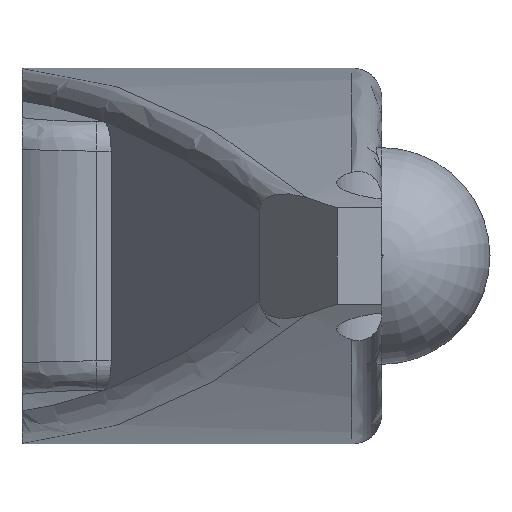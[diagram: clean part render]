
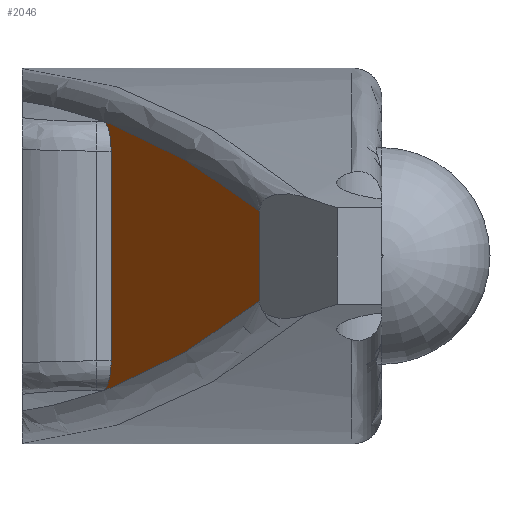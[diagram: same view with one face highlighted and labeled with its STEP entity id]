
A CAD part, left-side view. The second image highlights one B-rep face of the part: STEP entity #2046.
In plain terms, the highlighted planar face has unit normal (-0.27, 0.963, 0).
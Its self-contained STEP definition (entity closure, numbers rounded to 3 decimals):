
#50 = ORIENTED_EDGE ( 'NONE', *, *, #1296, .F. ) ;
#65 = VECTOR ( 'NONE', #511, 1000. ) ;
#86 =( BOUNDED_CURVE ( )  B_SPLINE_CURVE ( 3, ( #2124, #985, #1741, #244 ),
 .UNSPECIFIED., .F., .T. ) 
 B_SPLINE_CURVE_WITH_KNOTS ( ( 4, 4 ),
 ( 4.819, 4.932 ),
 .UNSPECIFIED. ) 
 CURVE ( )  GEOMETRIC_REPRESENTATION_ITEM ( )  RATIONAL_B_SPLINE_CURVE ( ( 1., 0.999, 0.999, 1. ) ) 
 REPRESENTATION_ITEM ( '' )  );
#128 = CARTESIAN_POINT ( 'NONE',  ( -21.09, 9.363, 18.366 ) ) ;
#146 = CARTESIAN_POINT ( 'NONE',  ( -21.99, 9.11, 0. ) ) ;
#188 = LINE ( 'NONE', #146, #1287 ) ;
#244 = CARTESIAN_POINT ( 'NONE',  ( -39.793, 4.11, 12.327 ) ) ;
#299 = VERTEX_POINT ( 'NONE', #1055 ) ;
#321 = VERTEX_POINT ( 'NONE', #2000 ) ;
#337 = CARTESIAN_POINT ( 'NONE',  ( -21.99, 9.11, 18.272 ) ) ;
#361 = CARTESIAN_POINT ( 'NONE',  ( -39.793, 4.11, 15.347 ) ) ;
#425 = B_SPLINE_CURVE_WITH_KNOTS ( 'NONE', 3,
 ( #580, #635, #1545, #1328 ),
 .UNSPECIFIED., .F., .F.,
 ( 4, 4 ),
 ( 0., 0.111 ),
 .UNSPECIFIED. ) ;
#435 = EDGE_CURVE ( 'NONE', #2170, #299, #755, .T. ) ;
#503 = CARTESIAN_POINT ( 'NONE',  ( -21.99, 9.11, 9.401 ) ) ;
#509 = VERTEX_POINT ( 'NONE', #2234 ) ;
#511 = DIRECTION ( 'NONE',  ( 0., 0., 1. ) ) ;
#518 =( BOUNDED_CURVE ( )  B_SPLINE_CURVE ( 3, ( #1711, #2250, #1724, #1522 ),
 .UNSPECIFIED., .F., .T. ) 
 B_SPLINE_CURVE_WITH_KNOTS ( ( 4, 4 ),
 ( 3.142, 4.612 ),
 .UNSPECIFIED. ) 
 CURVE ( )  GEOMETRIC_REPRESENTATION_ITEM ( )  RATIONAL_B_SPLINE_CURVE ( ( 1., 0.828, 0.828, 1. ) ) 
 REPRESENTATION_ITEM ( '' )  );
#546 = EDGE_CURVE ( 'NONE', #299, #321, #786, .T. ) ;
#580 = CARTESIAN_POINT ( 'NONE',  ( -21.99, 9.11, 9.401 ) ) ;
#635 = CARTESIAN_POINT ( 'NONE',  ( -21.685, 9.196, 9.369 ) ) ;
#698 = EDGE_LOOP ( 'NONE', ( #1622, #50, #2133, #1115, #1720, #1166, #2379, #2028 ) ) ;
#724 = CARTESIAN_POINT ( 'NONE',  ( -21.99, 9.11, 17.371 ) ) ;
#755 = LINE ( 'NONE', #1705, #65 ) ;
#759 = CARTESIAN_POINT ( 'NONE',  ( -21.09, 9.363, 18.366 ) ) ;
#786 =( BOUNDED_CURVE ( )  B_SPLINE_CURVE ( 3, ( #361, #924, #1127, #1850 ),
 .UNSPECIFIED., .F., .F. ) 
 B_SPLINE_CURVE_WITH_KNOTS ( ( 4, 4 ),
 ( 1.351, 1.465 ),
 .UNSPECIFIED. ) 
 CURVE ( )  GEOMETRIC_REPRESENTATION_ITEM ( )  RATIONAL_B_SPLINE_CURVE ( ( 1., 0.999, 0.999, 1. ) ) 
 REPRESENTATION_ITEM ( '' )  );
#810 = B_SPLINE_CURVE_WITH_KNOTS ( 'NONE', 3,
 ( #128, #2366, #2223, #337 ),
 .UNSPECIFIED., .F., .F.,
 ( 4, 4 ),
 ( 0.889, 1. ),
 .UNSPECIFIED. ) ;
#821 = AXIS2_PLACEMENT_3D ( 'NONE', #1414, #1063, #2370 ) ;
#924 = CARTESIAN_POINT ( 'NONE',  ( -33.918, 5.76, 16.658 ) ) ;
#985 = CARTESIAN_POINT ( 'NONE',  ( -27.977, 7.429, 10.039 ) ) ;
#1055 = CARTESIAN_POINT ( 'NONE',  ( -39.793, 4.11, 15.347 ) ) ;
#1063 = DIRECTION ( 'NONE',  ( -0.27, 0.963, 0. ) ) ;
#1090 = EDGE_CURVE ( 'NONE', #2065, #1434, #425, .T. ) ;
#1108 = VERTEX_POINT ( 'NONE', #759 ) ;
#1115 = ORIENTED_EDGE ( 'NONE', *, *, #1757, .T. ) ;
#1127 = CARTESIAN_POINT ( 'NONE',  ( -27.977, 7.429, 17.635 ) ) ;
#1166 = ORIENTED_EDGE ( 'NONE', *, *, #1090, .F. ) ;
#1226 = PLANE ( 'NONE',  #821 ) ;
#1271 = CARTESIAN_POINT ( 'NONE',  ( -21.99, 9.11, 17.911 ) ) ;
#1287 = VECTOR ( 'NONE', #1294, 1000. ) ;
#1294 = DIRECTION ( 'NONE',  ( 0., 0., -1. ) ) ;
#1296 = EDGE_CURVE ( 'NONE', #1108, #321, #810, .T. ) ;
#1297 = CARTESIAN_POINT ( 'NONE',  ( -21.09, 9.363, 9.308 ) ) ;
#1328 = CARTESIAN_POINT ( 'NONE',  ( -21.09, 9.363, 9.308 ) ) ;
#1414 = CARTESIAN_POINT ( 'NONE',  ( -3.98, 14.169, 7.507 ) ) ;
#1434 = VERTEX_POINT ( 'NONE', #1297 ) ;
#1436 = VERTEX_POINT ( 'NONE', #1714 ) ;
#1522 = CARTESIAN_POINT ( 'NONE',  ( -21.09, 9.363, 9.308 ) ) ;
#1545 = CARTESIAN_POINT ( 'NONE',  ( -21.385, 9.28, 9.338 ) ) ;
#1622 = ORIENTED_EDGE ( 'NONE', *, *, #546, .T. ) ;
#1647 = FACE_OUTER_BOUND ( 'NONE', #698, .T. ) ;
#1650 = CARTESIAN_POINT ( 'NONE',  ( -21.09, 9.363, 18.366 ) ) ;
#1667 = EDGE_CURVE ( 'NONE', #1108, #1436, #2206, .T. ) ;
#1705 = CARTESIAN_POINT ( 'NONE',  ( -39.793, 4.11, 7.507 ) ) ;
#1711 = CARTESIAN_POINT ( 'NONE',  ( -21.99, 9.11, 10.303 ) ) ;
#1714 = CARTESIAN_POINT ( 'NONE',  ( -21.99, 9.11, 17.371 ) ) ;
#1720 = ORIENTED_EDGE ( 'NONE', *, *, #1812, .T. ) ;
#1724 = CARTESIAN_POINT ( 'NONE',  ( -21.628, 9.212, 9.362 ) ) ;
#1741 = CARTESIAN_POINT ( 'NONE',  ( -33.918, 5.76, 11.015 ) ) ;
#1757 = EDGE_CURVE ( 'NONE', #1436, #509, #188, .T. ) ;
#1812 = EDGE_CURVE ( 'NONE', #509, #1434, #518, .T. ) ;
#1850 = CARTESIAN_POINT ( 'NONE',  ( -21.99, 9.11, 18.272 ) ) ;
#2000 = CARTESIAN_POINT ( 'NONE',  ( -21.99, 9.11, 18.272 ) ) ;
#2028 = ORIENTED_EDGE ( 'NONE', *, *, #435, .T. ) ;
#2046 = ADVANCED_FACE ( 'NONE', ( #1647 ), #1226, .T. ) ;
#2065 = VERTEX_POINT ( 'NONE', #503 ) ;
#2124 = CARTESIAN_POINT ( 'NONE',  ( -21.99, 9.11, 9.401 ) ) ;
#2133 = ORIENTED_EDGE ( 'NONE', *, *, #1667, .T. ) ;
#2170 = VERTEX_POINT ( 'NONE', #2259 ) ;
#2206 =( BOUNDED_CURVE ( )  B_SPLINE_CURVE ( 3, ( #1650, #2410, #1271, #724 ),
 .UNSPECIFIED., .F., .T. ) 
 B_SPLINE_CURVE_WITH_KNOTS ( ( 4, 4 ),
 ( 1.671, 3.142 ),
 .UNSPECIFIED. ) 
 CURVE ( )  GEOMETRIC_REPRESENTATION_ITEM ( )  RATIONAL_B_SPLINE_CURVE ( ( 1., 0.828, 0.828, 1. ) ) 
 REPRESENTATION_ITEM ( '' )  );
#2223 = CARTESIAN_POINT ( 'NONE',  ( -21.685, 9.196, 18.305 ) ) ;
#2234 = CARTESIAN_POINT ( 'NONE',  ( -21.99, 9.11, 10.303 ) ) ;
#2250 = CARTESIAN_POINT ( 'NONE',  ( -21.99, 9.11, 9.763 ) ) ;
#2259 = CARTESIAN_POINT ( 'NONE',  ( -39.793, 4.11, 12.327 ) ) ;
#2355 = EDGE_CURVE ( 'NONE', #2065, #2170, #86, .T. ) ;
#2366 = CARTESIAN_POINT ( 'NONE',  ( -21.385, 9.28, 18.336 ) ) ;
#2370 = DIRECTION ( 'NONE',  ( -0.963, -0.27, 0. ) ) ;
#2379 = ORIENTED_EDGE ( 'NONE', *, *, #2355, .T. ) ;
#2410 = CARTESIAN_POINT ( 'NONE',  ( -21.628, 9.212, 18.312 ) ) ;
